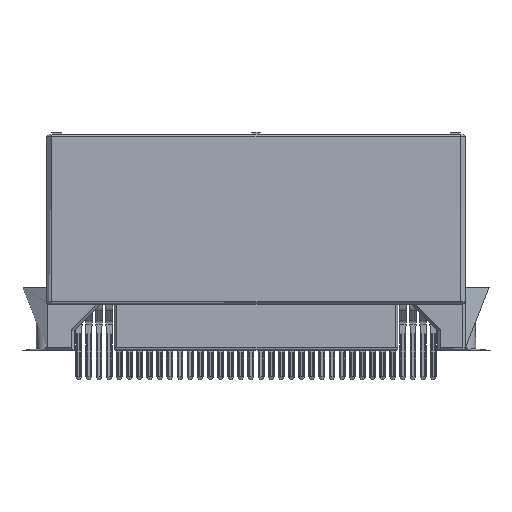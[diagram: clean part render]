
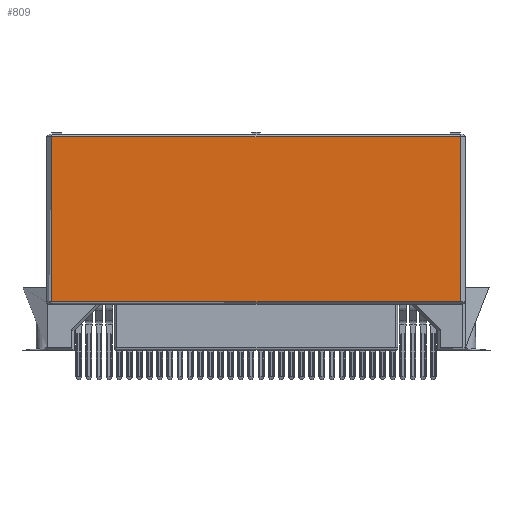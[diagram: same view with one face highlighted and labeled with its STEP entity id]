
A CAD part, front view. The second image highlights one B-rep face of the part: STEP entity #809.
In plain terms, the highlighted planar face has unit normal (0, -1, 0).
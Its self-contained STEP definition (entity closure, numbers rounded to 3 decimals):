
#752=CARTESIAN_POINT('',(0.,-6.65,6.66));
#753=DIRECTION('',(1.,0.,0.));
#754=DIRECTION('',(0.,-1.,0.));
#755=AXIS2_PLACEMENT_3D('',#752,#754,#753);
#756=PLANE('',#755);
#757=CARTESIAN_POINT('',(22.2,-6.65,8.97));
#758=VERTEX_POINT('',#757);
#759=CARTESIAN_POINT('',(-22.2,-6.65,8.97));
#760=VERTEX_POINT('',#759);
#761=CARTESIAN_POINT('',(22.2,-6.65,8.97));
#762=CARTESIAN_POINT('',(13.32,-6.65,8.97));
#763=CARTESIAN_POINT('',(4.44,-6.65,8.97));
#764=CARTESIAN_POINT('',(-4.44,-6.65,8.97));
#765=CARTESIAN_POINT('',(-13.32,-6.65,8.97));
#766=CARTESIAN_POINT('',(-22.2,-6.65,8.97));
#767=B_SPLINE_CURVE_WITH_KNOTS('',5,(#761,#762,#763,#764,#765,#766),.UNSPECIFIED.,.F.,.U.,(6,6),(0.,44.4),.UNSPECIFIED.);
#768=EDGE_CURVE('',#758,#760,#767,.T.);
#769=ORIENTED_EDGE('',*,*,#768,.T.);
#770=CARTESIAN_POINT('',(-22.2,-6.65,-8.97));
#771=VERTEX_POINT('',#770);
#772=CARTESIAN_POINT('',(-22.2,-6.65,8.97));
#773=CARTESIAN_POINT('',(-22.2,-6.65,6.357));
#774=CARTESIAN_POINT('',(-22.2,-6.65,3.744));
#775=CARTESIAN_POINT('',(-22.2,-6.65,1.131));
#776=CARTESIAN_POINT('',(-22.2,-6.65,-1.482));
#777=CARTESIAN_POINT('',(-22.2,-6.65,-4.095));
#778=CARTESIAN_POINT('',(-22.2,-6.65,-4.604));
#779=CARTESIAN_POINT('',(-22.2,-6.65,-5.112));
#780=CARTESIAN_POINT('',(-22.2,-6.65,-5.621));
#781=CARTESIAN_POINT('',(-22.2,-6.65,-6.129));
#782=CARTESIAN_POINT('',(-22.2,-6.65,-7.104));
#783=CARTESIAN_POINT('',(-22.2,-6.65,-7.571));
#784=CARTESIAN_POINT('',(-22.2,-6.65,-8.037));
#785=CARTESIAN_POINT('',(-22.2,-6.65,-8.504));
#786=CARTESIAN_POINT('',(-22.2,-6.65,-8.97));
#787=B_SPLINE_CURVE_WITH_KNOTS('',5,(#772,#773,#774,#775,#776,#777,#778,#779,#780,#781,#782,#783,#784,#785,#786),.UNSPECIFIED.,.F.,.U.,(6,5,4,6),(0.,13.065,15.608,17.94),.UNSPECIFIED.);
#788=EDGE_CURVE('',#760,#771,#787,.T.);
#789=ORIENTED_EDGE('',*,*,#788,.T.);
#790=CARTESIAN_POINT('',(22.2,-6.65,-8.97));
#791=VERTEX_POINT('',#790);
#792=CARTESIAN_POINT('',(-22.2,-6.65,-8.97));
#793=DIRECTION('',(1.,0.,0.));
#794=VECTOR('',#793,44.4);
#795=LINE('',#792,#794);
#796=EDGE_CURVE('',#771,#791,#795,.T.);
#797=ORIENTED_EDGE('',*,*,#796,.T.);
#798=CARTESIAN_POINT('',(22.2,-6.65,-8.97));
#799=CARTESIAN_POINT('',(22.2,-6.65,-5.382));
#800=CARTESIAN_POINT('',(22.2,-6.65,-1.794));
#801=CARTESIAN_POINT('',(22.2,-6.65,1.794));
#802=CARTESIAN_POINT('',(22.2,-6.65,5.382));
#803=CARTESIAN_POINT('',(22.2,-6.65,8.97));
#804=B_SPLINE_CURVE_WITH_KNOTS('',5,(#798,#799,#800,#801,#802,#803),.UNSPECIFIED.,.F.,.U.,(6,6),(0.,17.94),.UNSPECIFIED.);
#805=EDGE_CURVE('',#791,#758,#804,.T.);
#806=ORIENTED_EDGE('',*,*,#805,.T.);
#807=EDGE_LOOP('',(#769,#789,#797,#806));
#808=FACE_OUTER_BOUND('',#807,.T.);
#809=ADVANCED_FACE('',(#808),#756,.T.);
